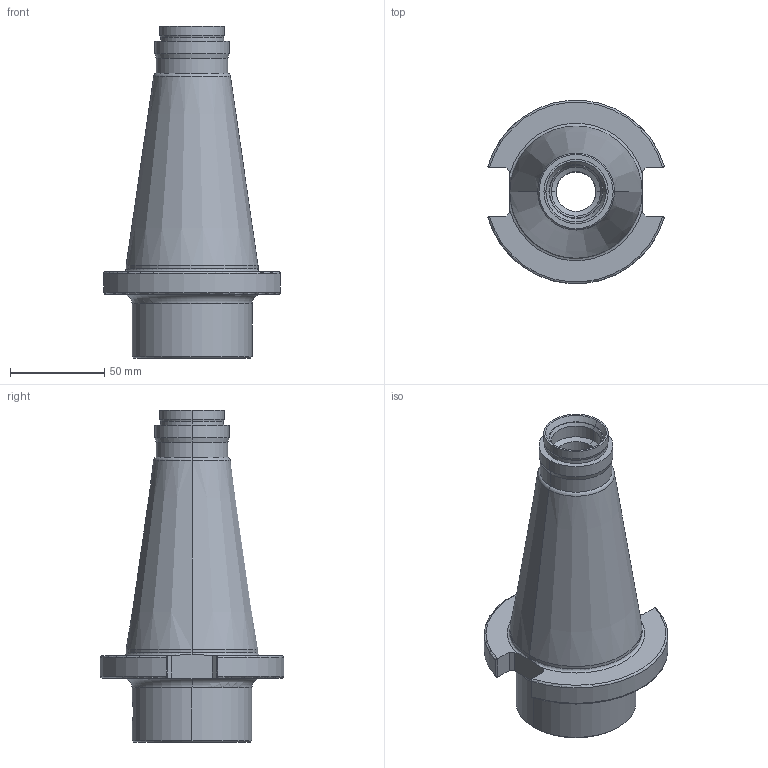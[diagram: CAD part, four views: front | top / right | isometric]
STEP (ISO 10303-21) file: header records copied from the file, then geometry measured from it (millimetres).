
FILE_DESCRIPTION(('no description'),'unknown implementation level');
FILE_NAME('72A30BF7-1E39-4148-9920-755845260B66_export.stp',' ',('CIMSOURCE GmbH'),('CADClick - KiM GmbH - www.kimweb.de'),'unknown preprocess','ACIS','unknown authorization');
FILE_SCHEMA(('automotive_design'));
Length unit declared in the file: millimetre
Products named in the file (2): 323.780 Kaiser SK50 M24 X CKS6 X 100|323.780 Kaiser SK50 M24 X CKS6 X 100_Standard;NONE; 323.780 Kaiser SK50 M24 X CKS6 X 100|690.436 Kaiser ETL M12 X 18 CK6_Standard;NONE
Bounding box: 93.35 x 96.96 x 175.8 mm (x, y, z)
Volume: 374436.8 mm3; surface area: 57605.3 mm2
Topology: 2 solids, 2 shells, 144 faces, 336 edges, 201 vertices
Faces by surface type: plane 50, cylinder 42, cone 40, torus 12
Entity records: 8250 total; most frequent: CARTESIAN_POINT 1077, DIRECTION 722, STYLED_ITEM 681, PRESENTATION_STYLE_ASSIGNMENT 681, COLOUR_RGB 681, ORIENTED_EDGE 668, EDGE_CURVE 334, CURVE_STYLE 334
